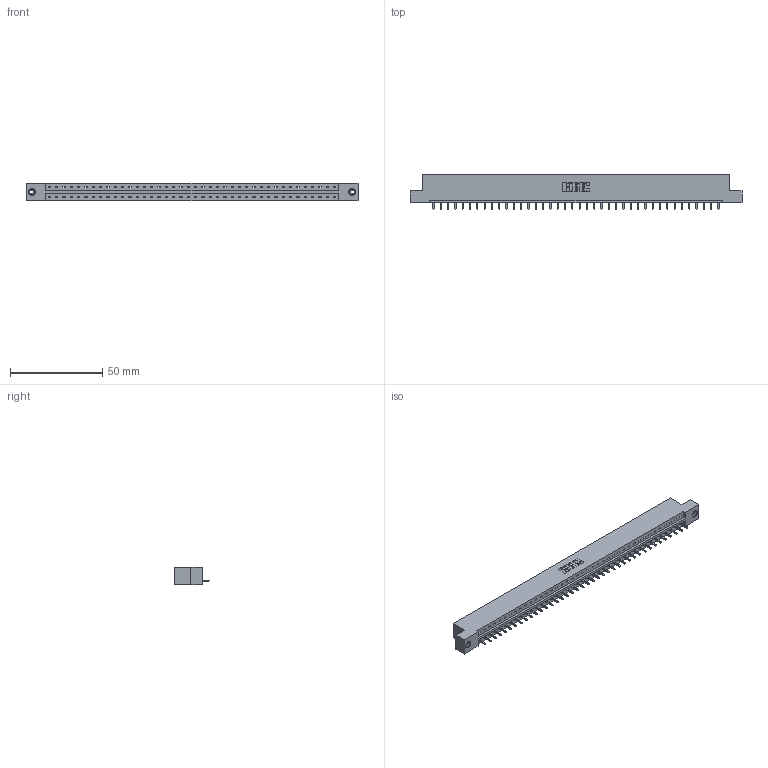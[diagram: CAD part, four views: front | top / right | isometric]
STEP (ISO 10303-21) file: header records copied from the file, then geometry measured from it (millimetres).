
FILE_DESCRIPTION (( 'STEP AP203' ), '1' );
FILE_NAME ('333-040-521-108.STEP', '2018-08-03T13:39:11', ( '' ), ( '' ), 'SwSTEP 2.0', 'SolidWorks 2016', '' );
FILE_SCHEMA (( 'CONFIG_CONTROL_DESIGN' ));
Length unit declared in the file: inch
Products named in the file (4): 333 Part_Flush - .156 Dia - TI; 345-292-001_345-293-121; 345-250-001_345-250-003-102; 333-040-521-108
Assembly tree (43 placements, depth 2):
  333-040-521-108
    333 Part_Flush - .156 Dia - TI
    345-292-001_345-293-121  x40
    345-250-001_345-250-003-102  x2
Bounding box: 180.04 x 19.06 x 9.4 mm (x, y, z)
Volume: 17979.1 mm3; surface area: 18993.9 mm2
Topology: 43 solids, 43 shells, 2494 faces, 7487 edges, 4930 vertices
Faces by surface type: plane 1782, cylinder 696, cone 12, torus 4
Entity records: 25916 total; most frequent: CARTESIAN_POINT 4453, ORIENTED_EDGE 4422, DIRECTION 3793, EDGE_CURVE 2211, VECTOR 2063, LINE 2063, VERTEX_POINT 1468, AXIS2_PLACEMENT_3D 865
